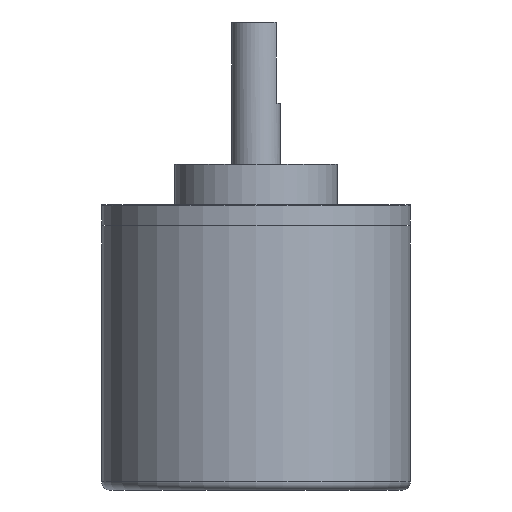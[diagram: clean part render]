
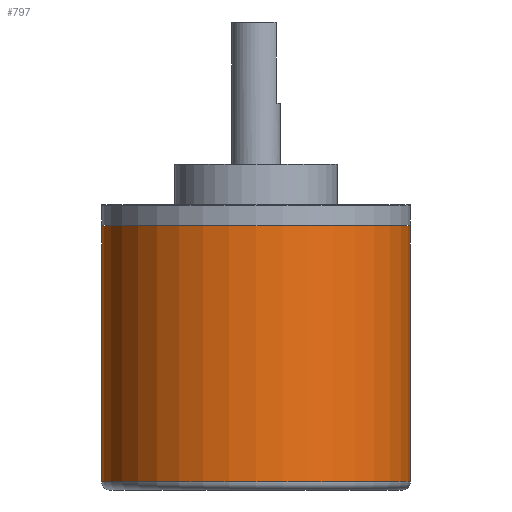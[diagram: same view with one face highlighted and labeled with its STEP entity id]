
A CAD part, front view. The second image highlights one B-rep face of the part: STEP entity #797.
In plain terms, the highlighted cylindrical face has radius 19 mm (diameter 38 mm), a partial arc.
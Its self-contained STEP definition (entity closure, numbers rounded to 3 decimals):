
#73 = CARTESIAN_POINT ( 'NONE',  ( 19., 0., 1. ) ) ;
#162 = DIRECTION ( 'NONE',  ( 1., 0., 0. ) ) ;
#205 = EDGE_CURVE ( 'NONE', #2306, #1047, #1431, .T. ) ;
#230 = AXIS2_PLACEMENT_3D ( 'NONE', #1439, #274, #1451 ) ;
#254 = CARTESIAN_POINT ( 'NONE',  ( -19., 0., 1. ) ) ;
#274 = DIRECTION ( 'NONE',  ( 0., 0., -1. ) ) ;
#366 = ORIENTED_EDGE ( 'NONE', *, *, #1302, .T. ) ;
#389 = DIRECTION ( 'NONE',  ( 0., 0., 1. ) ) ;
#422 = AXIS2_PLACEMENT_3D ( 'NONE', #1118, #389, #1354 ) ;
#557 = EDGE_CURVE ( 'NONE', #1089, #1112, #1737, .T. ) ;
#646 = AXIS2_PLACEMENT_3D ( 'NONE', #1888, #1923, #162 ) ;
#797 = ADVANCED_FACE ( 'NONE', ( #2355 ), #2215, .T. ) ;
#852 = CARTESIAN_POINT ( 'NONE',  ( 19., 0., 32.5 ) ) ;
#878 = DIRECTION ( 'NONE',  ( 0., 0., -1. ) ) ;
#1047 = VERTEX_POINT ( 'NONE', #852 ) ;
#1089 = VERTEX_POINT ( 'NONE', #254 ) ;
#1096 = ORIENTED_EDGE ( 'NONE', *, *, #205, .F. ) ;
#1112 = VERTEX_POINT ( 'NONE', #73 ) ;
#1118 = CARTESIAN_POINT ( 'NONE',  ( 0., 0., 32.5 ) ) ;
#1133 = CARTESIAN_POINT ( 'NONE',  ( 19., 0., 32.5 ) ) ;
#1302 = EDGE_CURVE ( 'NONE', #2306, #1089, #1429, .T. ) ;
#1354 = DIRECTION ( 'NONE',  ( 1., 0., 0. ) ) ;
#1429 = LINE ( 'NONE', #1469, #2114 ) ;
#1431 = CIRCLE ( 'NONE', #422, 19. ) ;
#1439 = CARTESIAN_POINT ( 'NONE',  ( 0., 0., 32.5 ) ) ;
#1446 = ORIENTED_EDGE ( 'NONE', *, *, #2422, .F. ) ;
#1451 = DIRECTION ( 'NONE',  ( -1., 0., 0. ) ) ;
#1469 = CARTESIAN_POINT ( 'NONE',  ( -19., 0., 32.5 ) ) ;
#1737 = CIRCLE ( 'NONE', #646, 19. ) ;
#1844 = CARTESIAN_POINT ( 'NONE',  ( -19., 0., 32.5 ) ) ;
#1888 = CARTESIAN_POINT ( 'NONE',  ( 0., 0., 1. ) ) ;
#1923 = DIRECTION ( 'NONE',  ( 0., 0., 1. ) ) ;
#2098 = LINE ( 'NONE', #1133, #2213 ) ;
#2114 = VECTOR ( 'NONE', #878, 1000. ) ;
#2159 = EDGE_LOOP ( 'NONE', ( #1446, #1096, #366, #2454 ) ) ;
#2213 = VECTOR ( 'NONE', #2258, 1000. ) ;
#2215 = CYLINDRICAL_SURFACE ( 'NONE', #230, 19. ) ;
#2258 = DIRECTION ( 'NONE',  ( 0., 0., -1. ) ) ;
#2306 = VERTEX_POINT ( 'NONE', #1844 ) ;
#2355 = FACE_OUTER_BOUND ( 'NONE', #2159, .T. ) ;
#2422 = EDGE_CURVE ( 'NONE', #1047, #1112, #2098, .T. ) ;
#2454 = ORIENTED_EDGE ( 'NONE', *, *, #557, .T. ) ;
